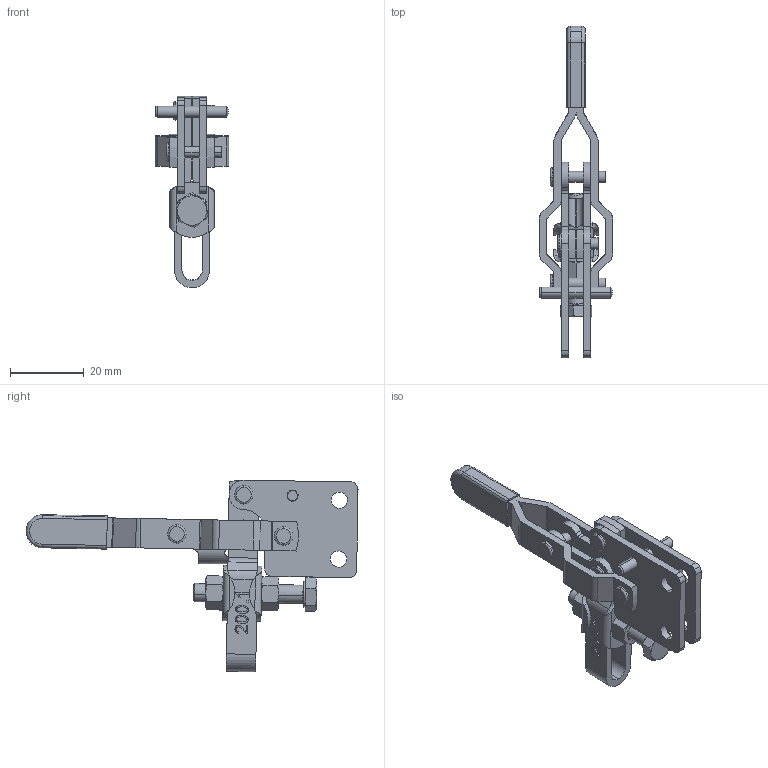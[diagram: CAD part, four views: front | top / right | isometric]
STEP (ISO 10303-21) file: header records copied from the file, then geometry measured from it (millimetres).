
FILE_DESCRIPTION((''),'2;1');
FILE_NAME('200.1.stp','2005-08-29T13:46:04',('CAD'),(''),'Autodesk Inventor 8','Autodesk Inventor 8','');
FILE_SCHEMA(('AUTOMOTIVE_DESIGN { 1 0 10303 214 1 1 1 1 }'));
Length unit declared in the file: millimetre
Products named in the file (1): Part64
Bounding box: 20 x 90.19 x 52.06 mm (x, y, z)
Volume: 9811.6 mm3; surface area: 10144.4 mm2
Topology: 1 solids, 3 shells, 446 faces, 1212 edges, 774 vertices
Faces by surface type: cylinder 155, plane 150, bspline 77, cone 52, torus 10, sphere 2
Entity records: 16535 total; most frequent: CARTESIAN_POINT 5457, ORIENTED_EDGE 2404, DIRECTION 2256, EDGE_CURVE 1202, AXIS2_PLACEMENT_3D 851, VERTEX_POINT 774, VECTOR 554, LINE 554
